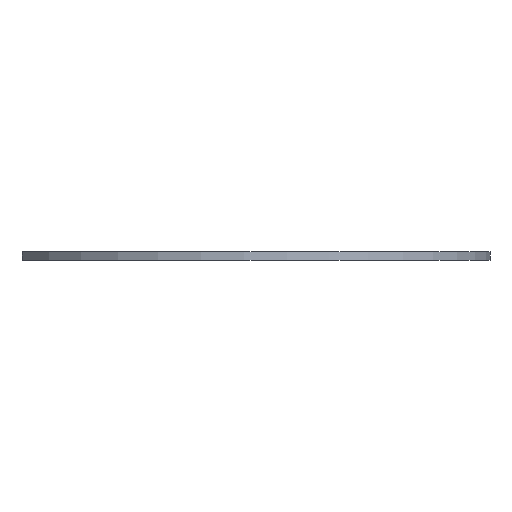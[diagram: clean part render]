
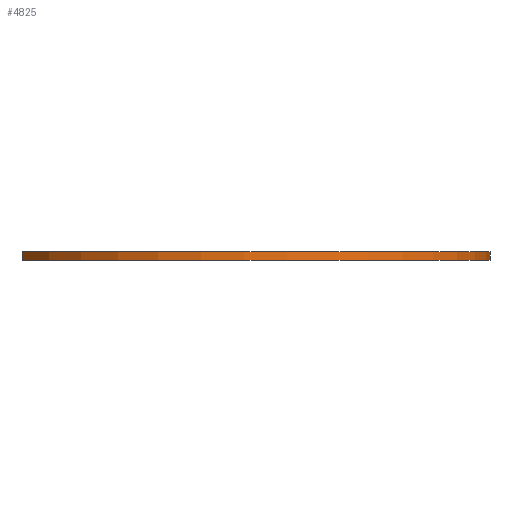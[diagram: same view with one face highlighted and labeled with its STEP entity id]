
A CAD part, front view. The second image highlights one B-rep face of the part: STEP entity #4825.
In plain terms, the highlighted cylindrical face has radius 49.993 mm (diameter 99.986 mm), a partial arc.
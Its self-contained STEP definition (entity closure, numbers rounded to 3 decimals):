
#83 = PLANE('',#84);
#84 = AXIS2_PLACEMENT_3D('',#85,#86,#87);
#85 = CARTESIAN_POINT('',(-2.16,0.,1.6));
#86 = DIRECTION('',(-0.,-0.,-1.));
#87 = DIRECTION('',(-1.,0.,0.));
#137 = PLANE('',#138);
#138 = AXIS2_PLACEMENT_3D('',#139,#140,#141);
#139 = CARTESIAN_POINT('',(-2.16,0.,0.));
#140 = DIRECTION('',(-0.,-0.,-1.));
#141 = DIRECTION('',(-1.,0.,0.));
#170 = PLANE('',#171);
#171 = AXIS2_PLACEMENT_3D('',#172,#173,#174);
#172 = CARTESIAN_POINT('',(-41.75,-27.5,0.));
#173 = DIRECTION('',(0.,1.,0.));
#174 = DIRECTION('',(1.,0.,0.));
#283 = PLANE('',#284);
#284 = AXIS2_PLACEMENT_3D('',#285,#286,#287);
#285 = CARTESIAN_POINT('',(-28.5,27.5,0.));
#286 = DIRECTION('',(0.,-1.,0.));
#287 = DIRECTION('',(-1.,0.,0.));
#327 = VERTEX_POINT('',#328);
#328 = CARTESIAN_POINT('',(-41.75,27.5,0.));
#349 = EDGE_CURVE('',#350,#327,#352,.T.);
#350 = VERTEX_POINT('',#351);
#351 = CARTESIAN_POINT('',(-41.75,-27.5,0.));
#352 = SURFACE_CURVE('',#353,(#358,#369),.PCURVE_S1.);
#353 = CIRCLE('',#354,49.993);
#354 = AXIS2_PLACEMENT_3D('',#355,#356,#357);
#355 = CARTESIAN_POINT('',(0.,-0.,0.));
#356 = DIRECTION('',(0.,0.,1.));
#357 = DIRECTION('',(1.,0.,-0.));
#358 = PCURVE('',#137,#359);
#359 = DEFINITIONAL_REPRESENTATION('',(#360),#368);
#360 = ( BOUNDED_CURVE() B_SPLINE_CURVE(2,(#361,#362,#363,#364,#365,#366
,#367),.UNSPECIFIED.,.T.,.F.) B_SPLINE_CURVE_WITH_KNOTS((1,2,2,2,2,1),(
    -2.094,0.,2.094,4.189,6.283,
8.378),.UNSPECIFIED.) CURVE() GEOMETRIC_REPRESENTATION_ITEM() 
RATIONAL_B_SPLINE_CURVE((1.,0.5,1.,0.5,1.,0.5,1.)) REPRESENTATION_ITEM(
  '') );
#361 = CARTESIAN_POINT('',(-52.153,0.));
#362 = CARTESIAN_POINT('',(-52.153,86.591));
#363 = CARTESIAN_POINT('',(22.837,43.295));
#364 = CARTESIAN_POINT('',(97.826,0.));
#365 = CARTESIAN_POINT('',(22.837,-43.295));
#366 = CARTESIAN_POINT('',(-52.153,-86.591));
#367 = CARTESIAN_POINT('',(-52.153,0.));
#368 = ( GEOMETRIC_REPRESENTATION_CONTEXT(2) 
PARAMETRIC_REPRESENTATION_CONTEXT() REPRESENTATION_CONTEXT('2D SPACE',''
  ) );
#369 = PCURVE('',#370,#375);
#370 = CYLINDRICAL_SURFACE('',#371,49.993);
#371 = AXIS2_PLACEMENT_3D('',#372,#373,#374);
#372 = CARTESIAN_POINT('',(0.,-0.,0.));
#373 = DIRECTION('',(-0.,-0.,-1.));
#374 = DIRECTION('',(1.,0.,-0.));
#375 = DEFINITIONAL_REPRESENTATION('',(#376),#380);
#376 = LINE('',#377,#378);
#377 = CARTESIAN_POINT('',(-0.,0.));
#378 = VECTOR('',#379,1.);
#379 = DIRECTION('',(-1.,0.));
#380 = ( GEOMETRIC_REPRESENTATION_CONTEXT(2) 
PARAMETRIC_REPRESENTATION_CONTEXT() REPRESENTATION_CONTEXT('2D SPACE',''
  ) );
#2720 = VERTEX_POINT('',#2721);
#2721 = CARTESIAN_POINT('',(-41.75,27.5,1.6));
#2742 = EDGE_CURVE('',#2743,#2720,#2745,.T.);
#2743 = VERTEX_POINT('',#2744);
#2744 = CARTESIAN_POINT('',(-41.75,-27.5,1.6));
#2745 = SURFACE_CURVE('',#2746,(#2751,#2762),.PCURVE_S1.);
#2746 = CIRCLE('',#2747,49.993);
#2747 = AXIS2_PLACEMENT_3D('',#2748,#2749,#2750);
#2748 = CARTESIAN_POINT('',(0.,0.,1.6));
#2749 = DIRECTION('',(0.,0.,1.));
#2750 = DIRECTION('',(1.,0.,-0.));
#2751 = PCURVE('',#83,#2752);
#2752 = DEFINITIONAL_REPRESENTATION('',(#2753),#2761);
#2753 = ( BOUNDED_CURVE() B_SPLINE_CURVE(2,(#2754,#2755,#2756,#2757,
#2758,#2759,#2760),.UNSPECIFIED.,.T.,.F.) B_SPLINE_CURVE_WITH_KNOTS((1,2
    ,2,2,2,1),(-2.094,0.,2.094,4.189,
6.283,8.378),.UNSPECIFIED.) CURVE() 
GEOMETRIC_REPRESENTATION_ITEM() RATIONAL_B_SPLINE_CURVE((1.,0.5,1.,0.5,
1.,0.5,1.)) REPRESENTATION_ITEM('') );
#2754 = CARTESIAN_POINT('',(-52.153,0.));
#2755 = CARTESIAN_POINT('',(-52.153,86.591));
#2756 = CARTESIAN_POINT('',(22.837,43.295));
#2757 = CARTESIAN_POINT('',(97.826,0.));
#2758 = CARTESIAN_POINT('',(22.837,-43.295));
#2759 = CARTESIAN_POINT('',(-52.153,-86.591));
#2760 = CARTESIAN_POINT('',(-52.153,0.));
#2761 = ( GEOMETRIC_REPRESENTATION_CONTEXT(2) 
PARAMETRIC_REPRESENTATION_CONTEXT() REPRESENTATION_CONTEXT('2D SPACE',''
  ) );
#2762 = PCURVE('',#370,#2763);
#2763 = DEFINITIONAL_REPRESENTATION('',(#2764),#2768);
#2764 = LINE('',#2765,#2766);
#2765 = CARTESIAN_POINT('',(-0.,-1.6));
#2766 = VECTOR('',#2767,1.);
#2767 = DIRECTION('',(-1.,0.));
#2768 = ( GEOMETRIC_REPRESENTATION_CONTEXT(2) 
PARAMETRIC_REPRESENTATION_CONTEXT() REPRESENTATION_CONTEXT('2D SPACE',''
  ) );
#4775 = EDGE_CURVE('',#350,#2743,#4776,.T.);
#4776 = SURFACE_CURVE('',#4777,(#4781,#4788),.PCURVE_S1.);
#4777 = LINE('',#4778,#4779);
#4778 = CARTESIAN_POINT('',(-41.75,-27.5,0.));
#4779 = VECTOR('',#4780,1.);
#4780 = DIRECTION('',(0.,0.,1.));
#4781 = PCURVE('',#170,#4782);
#4782 = DEFINITIONAL_REPRESENTATION('',(#4783),#4787);
#4783 = LINE('',#4784,#4785);
#4784 = CARTESIAN_POINT('',(0.,0.));
#4785 = VECTOR('',#4786,1.);
#4786 = DIRECTION('',(0.,-1.));
#4787 = ( GEOMETRIC_REPRESENTATION_CONTEXT(2) 
PARAMETRIC_REPRESENTATION_CONTEXT() REPRESENTATION_CONTEXT('2D SPACE',''
  ) );
#4788 = PCURVE('',#370,#4789);
#4789 = DEFINITIONAL_REPRESENTATION('',(#4790),#4794);
#4790 = LINE('',#4791,#4792);
#4791 = CARTESIAN_POINT('',(-3.724,0.));
#4792 = VECTOR('',#4793,1.);
#4793 = DIRECTION('',(-0.,-1.));
#4794 = ( GEOMETRIC_REPRESENTATION_CONTEXT(2) 
PARAMETRIC_REPRESENTATION_CONTEXT() REPRESENTATION_CONTEXT('2D SPACE',''
  ) );
#4804 = EDGE_CURVE('',#327,#2720,#4805,.T.);
#4805 = SURFACE_CURVE('',#4806,(#4810,#4817),.PCURVE_S1.);
#4806 = LINE('',#4807,#4808);
#4807 = CARTESIAN_POINT('',(-41.75,27.5,0.));
#4808 = VECTOR('',#4809,1.);
#4809 = DIRECTION('',(0.,0.,1.));
#4810 = PCURVE('',#283,#4811);
#4811 = DEFINITIONAL_REPRESENTATION('',(#4812),#4816);
#4812 = LINE('',#4813,#4814);
#4813 = CARTESIAN_POINT('',(13.25,0.));
#4814 = VECTOR('',#4815,1.);
#4815 = DIRECTION('',(0.,-1.));
#4816 = ( GEOMETRIC_REPRESENTATION_CONTEXT(2) 
PARAMETRIC_REPRESENTATION_CONTEXT() REPRESENTATION_CONTEXT('2D SPACE',''
  ) );
#4817 = PCURVE('',#370,#4818);
#4818 = DEFINITIONAL_REPRESENTATION('',(#4819),#4823);
#4819 = LINE('',#4820,#4821);
#4820 = CARTESIAN_POINT('',(-8.842,0.));
#4821 = VECTOR('',#4822,1.);
#4822 = DIRECTION('',(-0.,-1.));
#4823 = ( GEOMETRIC_REPRESENTATION_CONTEXT(2) 
PARAMETRIC_REPRESENTATION_CONTEXT() REPRESENTATION_CONTEXT('2D SPACE',''
  ) );
#4825 = ADVANCED_FACE('',(#4826),#370,.T.);
#4826 = FACE_BOUND('',#4827,.F.);
#4827 = EDGE_LOOP('',(#4828,#4829,#4830,#4831));
#4828 = ORIENTED_EDGE('',*,*,#4775,.T.);
#4829 = ORIENTED_EDGE('',*,*,#2742,.T.);
#4830 = ORIENTED_EDGE('',*,*,#4804,.F.);
#4831 = ORIENTED_EDGE('',*,*,#349,.F.);
